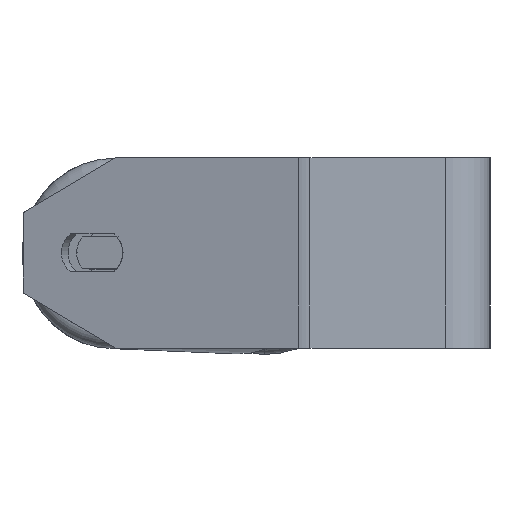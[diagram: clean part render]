
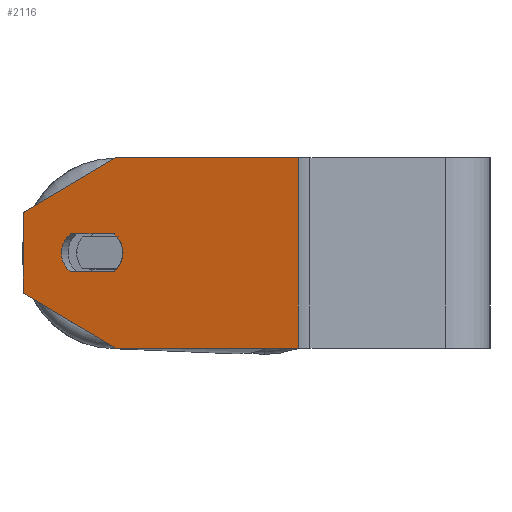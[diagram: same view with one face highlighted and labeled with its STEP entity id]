
A CAD part, left-side view. The second image highlights one B-rep face of the part: STEP entity #2116.
In plain terms, the highlighted planar face has unit normal (-0.966, 0.259, 0).
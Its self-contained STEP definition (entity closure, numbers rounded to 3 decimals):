
#293 = DIRECTION ( 'NONE',  ( -0.259, -0.966, 0. ) ) ;
#346 = CARTESIAN_POINT ( 'NONE',  ( -284.704, 115.584, 0. ) ) ;
#414 = ORIENTED_EDGE ( 'NONE', *, *, #5536, .F. ) ;
#497 = EDGE_CURVE ( 'NONE', #7201, #1778, #3581, .T. ) ;
#532 = DIRECTION ( 'NONE',  ( -0.966, 0.259, 0. ) ) ;
#535 = DIRECTION ( 'NONE',  ( 0.259, 0.966, 0. ) ) ;
#563 = DIRECTION ( 'NONE',  ( -0.966, 0.259, 0. ) ) ;
#625 = VERTEX_POINT ( 'NONE', #5669 ) ;
#630 = CARTESIAN_POINT ( 'NONE',  ( -283.927, 118.481, -6. ) ) ;
#696 = LINE ( 'NONE', #4451, #3488 ) ;
#892 = ORIENTED_EDGE ( 'NONE', *, *, #7009, .F. ) ;
#918 = AXIS2_PLACEMENT_3D ( 'NONE', #6167, #1041, #293 ) ;
#993 = VERTEX_POINT ( 'NONE', #6601 ) ;
#1030 = LINE ( 'NONE', #2487, #5383 ) ;
#1041 = DIRECTION ( 'NONE',  ( -0.966, 0.259, 0. ) ) ;
#1119 = LINE ( 'NONE', #630, #8170 ) ;
#1198 = DIRECTION ( 'NONE',  ( 0., 0., -1. ) ) ;
#1253 = EDGE_CURVE ( 'NONE', #993, #3055, #7724, .T. ) ;
#1285 = EDGE_CURVE ( 'NONE', #5591, #4670, #7072, .T. ) ;
#1574 = ORIENTED_EDGE ( 'NONE', *, *, #2334, .T. ) ;
#1651 = EDGE_CURVE ( 'NONE', #4763, #6313, #1030, .T. ) ;
#1687 = CARTESIAN_POINT ( 'NONE',  ( -276.292, 146.976, 30. ) ) ;
#1778 = VERTEX_POINT ( 'NONE', #8433 ) ;
#2008 = LINE ( 'NONE', #5139, #5391 ) ;
#2102 = CARTESIAN_POINT ( 'NONE',  ( -276.292, 146.976, 30. ) ) ;
#2116 = ADVANCED_FACE ( 'NONE', ( #5097, #6355 ), #3137, .F. ) ;
#2275 = EDGE_CURVE ( 'NONE', #3055, #5082, #2008, .T. ) ;
#2299 = DIRECTION ( 'NONE',  ( -0.259, -0.966, 0. ) ) ;
#2334 = EDGE_CURVE ( 'NONE', #5082, #4763, #696, .T. ) ;
#2487 = CARTESIAN_POINT ( 'NONE',  ( -276.292, 146.976, -30. ) ) ;
#2579 = EDGE_CURVE ( 'NONE', #1778, #5591, #4944, .T. ) ;
#2602 = CARTESIAN_POINT ( 'NONE',  ( -299.523, 60.278, 30. ) ) ;
#2731 = VERTEX_POINT ( 'NONE', #2602 ) ;
#2933 = EDGE_CURVE ( 'NONE', #2731, #6313, #6238, .T. ) ;
#3055 = VERTEX_POINT ( 'NONE', #3848 ) ;
#3058 = ORIENTED_EDGE ( 'NONE', *, *, #1253, .T. ) ;
#3061 = DIRECTION ( 'NONE',  ( 0., 0., -1. ) ) ;
#3137 = PLANE ( 'NONE',  #7573 ) ;
#3429 = EDGE_LOOP ( 'NONE', ( #892, #5339, #3934, #7101, #414 ) ) ;
#3442 = CARTESIAN_POINT ( 'NONE',  ( -284.057, 117.998, -30. ) ) ;
#3488 = VECTOR ( 'NONE', #5770, 1000. ) ;
#3581 = CIRCLE ( 'NONE', #4654, 7.5 ) ;
#3648 = ORIENTED_EDGE ( 'NONE', *, *, #1651, .T. ) ;
#3789 = VECTOR ( 'NONE', #3061, 1000. ) ;
#3795 = DIRECTION ( 'NONE',  ( -0.259, -0.966, 0. ) ) ;
#3848 = CARTESIAN_POINT ( 'NONE',  ( -276.292, 146.976, 12.679 ) ) ;
#3934 = ORIENTED_EDGE ( 'NONE', *, *, #2579, .F. ) ;
#3938 = AXIS2_PLACEMENT_3D ( 'NONE', #7178, #563, #4008 ) ;
#4008 = DIRECTION ( 'NONE',  ( 0.259, 0.966, 0. ) ) ;
#4129 = CARTESIAN_POINT ( 'NONE',  ( -283.927, 118.481, 6. ) ) ;
#4306 = CARTESIAN_POINT ( 'NONE',  ( -280.304, 132.004, 6. ) ) ;
#4319 = DIRECTION ( 'NONE',  ( 0.966, -0.259, 0. ) ) ;
#4451 = CARTESIAN_POINT ( 'NONE',  ( -284.057, 117.998, -30. ) ) ;
#4631 = DIRECTION ( 'NONE',  ( 0.224, 0.837, -0.5 ) ) ;
#4654 = AXIS2_PLACEMENT_3D ( 'NONE', #5800, #532, #8369 ) ;
#4670 = VERTEX_POINT ( 'NONE', #5947 ) ;
#4673 = CARTESIAN_POINT ( 'NONE',  ( -299.523, 60.278, -30. ) ) ;
#4701 = DIRECTION ( 'NONE',  ( -0.259, -0.966, 0. ) ) ;
#4763 = VERTEX_POINT ( 'NONE', #3442 ) ;
#4844 = ORIENTED_EDGE ( 'NONE', *, *, #2275, .T. ) ;
#4944 = LINE ( 'NONE', #4129, #7308 ) ;
#4956 = ORIENTED_EDGE ( 'NONE', *, *, #5210, .F. ) ;
#5047 = CIRCLE ( 'NONE', #918, 7.5 ) ;
#5082 = VERTEX_POINT ( 'NONE', #6062 ) ;
#5097 = FACE_BOUND ( 'NONE', #3429, .T. ) ;
#5139 = CARTESIAN_POINT ( 'NONE',  ( -276.292, 146.976, 30. ) ) ;
#5210 = EDGE_CURVE ( 'NONE', #993, #2731, #7949, .T. ) ;
#5239 = CARTESIAN_POINT ( 'NONE',  ( -276.292, 146.976, 12.679 ) ) ;
#5339 = ORIENTED_EDGE ( 'NONE', *, *, #1285, .F. ) ;
#5383 = VECTOR ( 'NONE', #2299, 1000. ) ;
#5391 = VECTOR ( 'NONE', #1198, 1000. ) ;
#5536 = EDGE_CURVE ( 'NONE', #625, #7201, #5047, .T. ) ;
#5591 = VERTEX_POINT ( 'NONE', #4306 ) ;
#5669 = CARTESIAN_POINT ( 'NONE',  ( -283.927, 118.481, -6. ) ) ;
#5770 = DIRECTION ( 'NONE',  ( -0.224, -0.837, -0.5 ) ) ;
#5800 = CARTESIAN_POINT ( 'NONE',  ( -282.763, 122.828, 0. ) ) ;
#5835 = EDGE_LOOP ( 'NONE', ( #4844, #1574, #3648, #6194, #4956, #3058 ) ) ;
#5947 = CARTESIAN_POINT ( 'NONE',  ( -280.304, 132.004, -6. ) ) ;
#6062 = CARTESIAN_POINT ( 'NONE',  ( -276.292, 146.976, -12.679 ) ) ;
#6167 = CARTESIAN_POINT ( 'NONE',  ( -282.763, 122.828, 0. ) ) ;
#6194 = ORIENTED_EDGE ( 'NONE', *, *, #2933, .F. ) ;
#6238 = LINE ( 'NONE', #8214, #3789 ) ;
#6246 = VECTOR ( 'NONE', #4701, 1000. ) ;
#6313 = VERTEX_POINT ( 'NONE', #4673 ) ;
#6355 = FACE_OUTER_BOUND ( 'NONE', #5835, .T. ) ;
#6601 = CARTESIAN_POINT ( 'NONE',  ( -284.057, 117.998, 30. ) ) ;
#7009 = EDGE_CURVE ( 'NONE', #4670, #625, #1119, .T. ) ;
#7072 = CIRCLE ( 'NONE', #3938, 7.5 ) ;
#7101 = ORIENTED_EDGE ( 'NONE', *, *, #497, .F. ) ;
#7178 = CARTESIAN_POINT ( 'NONE',  ( -281.469, 127.658, 0. ) ) ;
#7201 = VERTEX_POINT ( 'NONE', #346 ) ;
#7308 = VECTOR ( 'NONE', #7530, 1000. ) ;
#7530 = DIRECTION ( 'NONE',  ( 0.259, 0.966, 0. ) ) ;
#7573 = AXIS2_PLACEMENT_3D ( 'NONE', #1687, #4319, #535 ) ;
#7597 = VECTOR ( 'NONE', #4631, 1000. ) ;
#7724 = LINE ( 'NONE', #5239, #7597 ) ;
#7949 = LINE ( 'NONE', #2102, #6246 ) ;
#8170 = VECTOR ( 'NONE', #3795, 1000. ) ;
#8214 = CARTESIAN_POINT ( 'NONE',  ( -299.523, 60.278, 30. ) ) ;
#8369 = DIRECTION ( 'NONE',  ( -0.259, -0.966, 0. ) ) ;
#8433 = CARTESIAN_POINT ( 'NONE',  ( -283.927, 118.481, 6. ) ) ;
